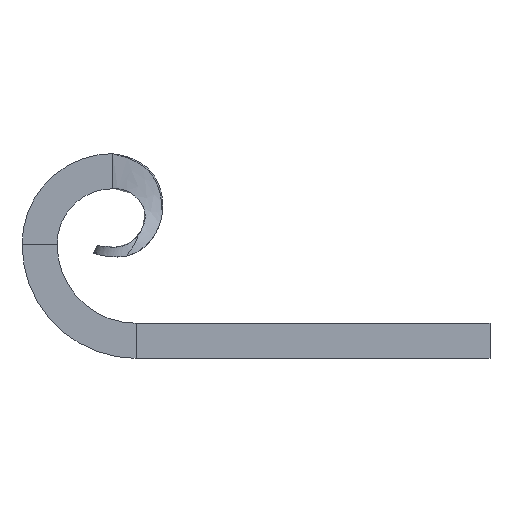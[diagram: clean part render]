
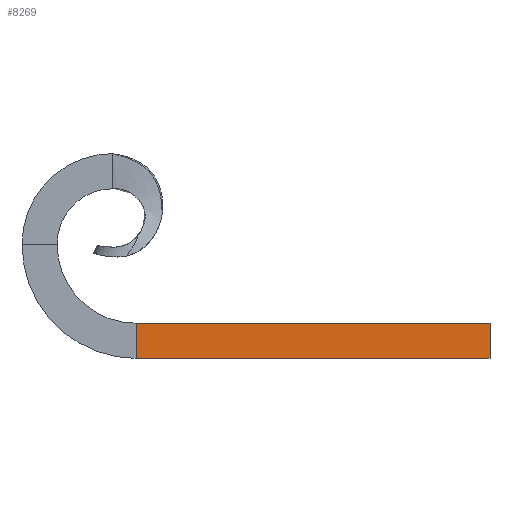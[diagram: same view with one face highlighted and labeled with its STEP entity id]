
A CAD part, left-side view. The second image highlights one B-rep face of the part: STEP entity #8269.
In plain terms, the highlighted planar face has unit normal (-1, 0, 0).
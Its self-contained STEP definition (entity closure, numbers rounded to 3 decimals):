
#79 = VERTEX_POINT ( 'NONE', #12147 ) ;
#372 = CARTESIAN_POINT ( 'NONE',  ( -6., 0., -6. ) ) ;
#639 = EDGE_LOOP ( 'NONE', ( #1340, #9562, #10683, #3283 ) ) ;
#1340 = ORIENTED_EDGE ( 'NONE', *, *, #2965, .T. ) ;
#1348 = VERTEX_POINT ( 'NONE', #9729 ) ;
#2017 = VECTOR ( 'NONE', #8374, 1000. ) ;
#2544 = VERTEX_POINT ( 'NONE', #3560 ) ;
#2693 = CARTESIAN_POINT ( 'NONE',  ( -6., 0., 6. ) ) ;
#2965 = EDGE_CURVE ( 'NONE', #79, #1348, #10316, .T. ) ;
#3283 = ORIENTED_EDGE ( 'NONE', *, *, #10591, .T. ) ;
#3340 = LINE ( 'NONE', #7152, #9494 ) ;
#3560 = CARTESIAN_POINT ( 'NONE',  ( -6., 0., -6. ) ) ;
#5130 = EDGE_CURVE ( 'NONE', #2544, #9299, #12118, .T. ) ;
#5161 = AXIS2_PLACEMENT_3D ( 'NONE', #6716, #9785, #7718 ) ;
#5608 = DIRECTION ( 'NONE',  ( 0., 1., 0. ) ) ;
#5768 = VECTOR ( 'NONE', #9921, 1000. ) ;
#6241 = CARTESIAN_POINT ( 'NONE',  ( -6., 121., -6. ) ) ;
#6621 = CARTESIAN_POINT ( 'NONE',  ( -6., 121., -6. ) ) ;
#6716 = CARTESIAN_POINT ( 'NONE',  ( -6., 0., -6. ) ) ;
#7152 = CARTESIAN_POINT ( 'NONE',  ( -6., 0., -6. ) ) ;
#7718 = DIRECTION ( 'NONE',  ( 0., 0., 1. ) ) ;
#8269 = ADVANCED_FACE ( 'NONE', ( #11474 ), #10999, .T. ) ;
#8374 = DIRECTION ( 'NONE',  ( 0., 0., 1. ) ) ;
#9299 = VERTEX_POINT ( 'NONE', #6621 ) ;
#9494 = VECTOR ( 'NONE', #10308, 1000. ) ;
#9562 = ORIENTED_EDGE ( 'NONE', *, *, #13154, .F. ) ;
#9729 = CARTESIAN_POINT ( 'NONE',  ( -6., 121., 6. ) ) ;
#9785 = DIRECTION ( 'NONE',  ( -1., 0., 0. ) ) ;
#9921 = DIRECTION ( 'NONE',  ( 0., 1., 0. ) ) ;
#10308 = DIRECTION ( 'NONE',  ( 0., 0., 1. ) ) ;
#10316 = LINE ( 'NONE', #2693, #5768 ) ;
#10591 = EDGE_CURVE ( 'NONE', #2544, #79, #3340, .T. ) ;
#10683 = ORIENTED_EDGE ( 'NONE', *, *, #5130, .F. ) ;
#10999 = PLANE ( 'NONE',  #5161 ) ;
#11474 = FACE_OUTER_BOUND ( 'NONE', #639, .T. ) ;
#12118 = LINE ( 'NONE', #372, #12618 ) ;
#12147 = CARTESIAN_POINT ( 'NONE',  ( -6., 0., 6. ) ) ;
#12618 = VECTOR ( 'NONE', #5608, 1000. ) ;
#13154 = EDGE_CURVE ( 'NONE', #9299, #1348, #13176, .T. ) ;
#13176 = LINE ( 'NONE', #6241, #2017 ) ;
